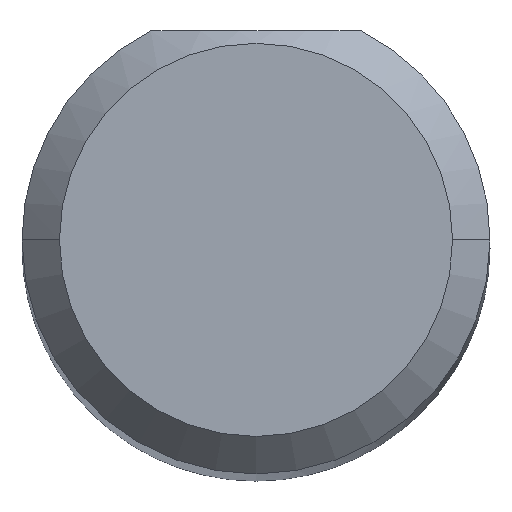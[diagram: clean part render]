
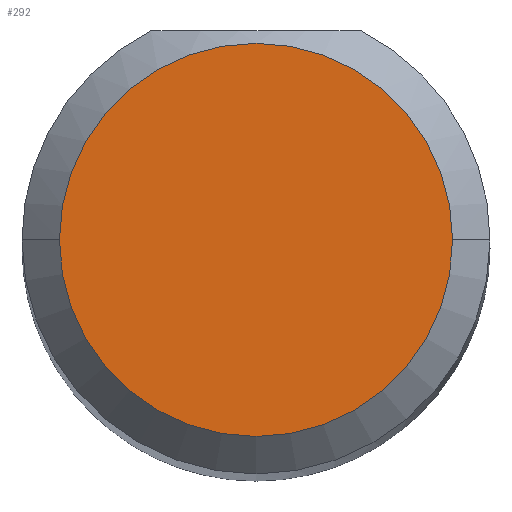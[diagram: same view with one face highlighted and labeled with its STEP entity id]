
A CAD part, top view. The second image highlights one B-rep face of the part: STEP entity #292.
In plain terms, the highlighted planar face has unit normal (0, 0, 1).
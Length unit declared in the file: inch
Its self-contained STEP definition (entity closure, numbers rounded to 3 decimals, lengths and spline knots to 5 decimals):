
#19 = EDGE_CURVE ( 'NONE', #214, #226, #361, .T. ) ;
#36 = DIRECTION ( 'NONE',  ( 0., 0., 1. ) ) ;
#102 = CARTESIAN_POINT ( 'NONE',  ( 0.07875, 0., 2. ) ) ;
#107 = DIRECTION ( 'NONE',  ( 0., 0., 1. ) ) ;
#152 = AXIS2_PLACEMENT_3D ( 'NONE', #376, #422, #458 ) ;
#161 = CARTESIAN_POINT ( 'NONE',  ( 0., 0., 2. ) ) ;
#213 = FACE_OUTER_BOUND ( 'NONE', #435, .T. ) ;
#214 = VERTEX_POINT ( 'NONE', #102 ) ;
#226 = VERTEX_POINT ( 'NONE', #256 ) ;
#229 = DIRECTION ( 'NONE',  ( 1., 0., 0. ) ) ;
#246 = PLANE ( 'NONE',  #152 ) ;
#256 = CARTESIAN_POINT ( 'NONE',  ( -0.07875, 0., 2. ) ) ;
#262 = ORIENTED_EDGE ( 'NONE', *, *, #409, .T. ) ;
#265 = CIRCLE ( 'NONE', #426, 0.07875 ) ;
#268 = DIRECTION ( 'NONE',  ( 1., 0., 0. ) ) ;
#281 = AXIS2_PLACEMENT_3D ( 'NONE', #161, #36, #229 ) ;
#292 = ADVANCED_FACE ( 'NONE', ( #213 ), #246, .T. ) ;
#361 = CIRCLE ( 'NONE', #281, 0.07875 ) ;
#376 = CARTESIAN_POINT ( 'NONE',  ( 0., 0., 2. ) ) ;
#387 = ORIENTED_EDGE ( 'NONE', *, *, #19, .T. ) ;
#409 = EDGE_CURVE ( 'NONE', #226, #214, #265, .T. ) ;
#422 = DIRECTION ( 'NONE',  ( 0., 0., 1. ) ) ;
#426 = AXIS2_PLACEMENT_3D ( 'NONE', #522, #107, #268 ) ;
#435 = EDGE_LOOP ( 'NONE', ( #262, #387 ) ) ;
#458 = DIRECTION ( 'NONE',  ( 1., 0., 0. ) ) ;
#522 = CARTESIAN_POINT ( 'NONE',  ( 0., 0., 2. ) ) ;
